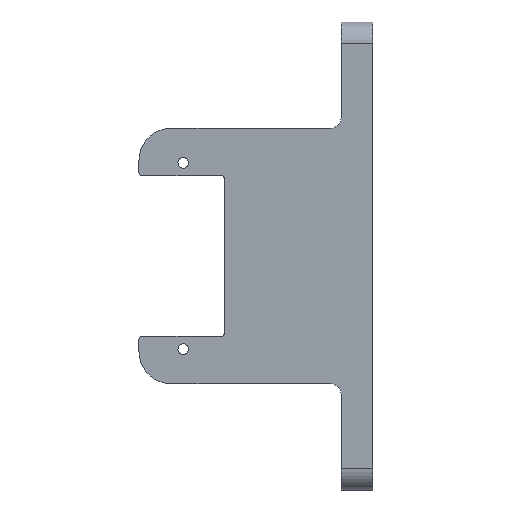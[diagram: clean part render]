
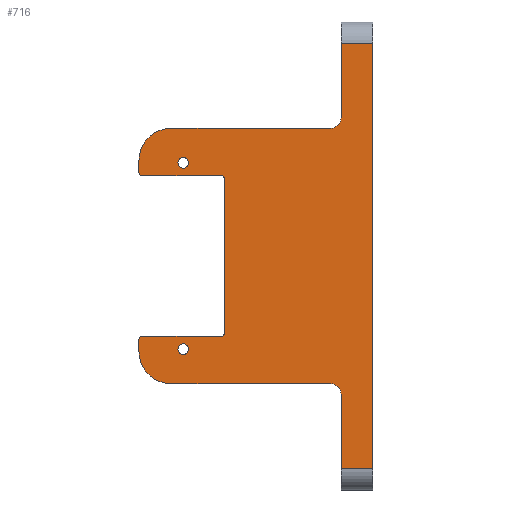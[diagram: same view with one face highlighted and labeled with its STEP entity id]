
A CAD part, left-side view. The second image highlights one B-rep face of the part: STEP entity #716.
In plain terms, the highlighted planar face has unit normal (-1, 0, 0).
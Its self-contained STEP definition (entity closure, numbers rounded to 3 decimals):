
#21=FACE_BOUND('',#119,.T.);
#22=FACE_BOUND('',#120,.T.);
#40=PLANE('',#811);
#76=FACE_OUTER_BOUND('',#118,.T.);
#118=EDGE_LOOP('',(#641,#642,#643,#644,#645,#646,#647,#648,#649,#650,#651,
#652,#653,#654,#655,#656,#657,#658,#659,#660));
#119=EDGE_LOOP('',(#661));
#120=EDGE_LOOP('',(#662));
#125=LINE('',#1039,#191);
#140=LINE('',#1089,#206);
#144=LINE('',#1101,#210);
#147=LINE('',#1109,#213);
#151=LINE('',#1123,#217);
#155=LINE('',#1137,#221);
#159=LINE('',#1151,#225);
#168=LINE('',#1175,#234);
#171=LINE('',#1184,#237);
#175=LINE('',#1200,#241);
#179=LINE('',#1210,#245);
#186=LINE('',#1229,#252);
#191=VECTOR('',#826,10.);
#206=VECTOR('',#867,10.);
#210=VECTOR('',#881,10.);
#213=VECTOR('',#890,10.);
#217=VECTOR('',#908,10.);
#221=VECTOR('',#922,10.);
#225=VECTOR('',#934,10.);
#234=VECTOR('',#963,10.);
#237=VECTOR('',#972,10.);
#241=VECTOR('',#986,10.);
#245=VECTOR('',#998,10.);
#252=VECTOR('',#1021,10.);
#253=CIRCLE('',#741,0.397);
#264=CIRCLE('',#755,0.397);
#265=CIRCLE('',#758,0.397);
#266=CIRCLE('',#760,0.397);
#267=CIRCLE('',#763,4.763);
#268=CIRCLE('',#766,4.763);
#269=CIRCLE('',#768,0.784);
#270=CIRCLE('',#770,0.784);
#271=CIRCLE('',#773,1.588);
#280=CIRCLE('',#792,1.588);
#289=VERTEX_POINT('',#1026);
#290=VERTEX_POINT('',#1027);
#294=VERTEX_POINT('',#1037);
#314=VERTEX_POINT('',#1081);
#315=VERTEX_POINT('',#1083);
#316=VERTEX_POINT('',#1087);
#317=VERTEX_POINT('',#1091);
#318=VERTEX_POINT('',#1095);
#319=VERTEX_POINT('',#1096);
#320=VERTEX_POINT('',#1103);
#321=VERTEX_POINT('',#1105);
#322=VERTEX_POINT('',#1111);
#323=VERTEX_POINT('',#1115);
#324=VERTEX_POINT('',#1119);
#325=VERTEX_POINT('',#1125);
#326=VERTEX_POINT('',#1127);
#329=VERTEX_POINT('',#1135);
#335=VERTEX_POINT('',#1149);
#341=VERTEX_POINT('',#1177);
#342=VERTEX_POINT('',#1178);
#343=VERTEX_POINT('',#1183);
#350=VERTEX_POINT('',#1199);
#357=EDGE_CURVE('',#289,#290,#253,.T.);
#363=EDGE_CURVE('',#289,#294,#125,.T.);
#385=EDGE_CURVE('',#314,#315,#264,.T.);
#388=EDGE_CURVE('',#316,#314,#140,.T.);
#389=EDGE_CURVE('',#317,#294,#265,.T.);
#391=EDGE_CURVE('',#318,#319,#266,.T.);
#394=EDGE_CURVE('',#317,#319,#144,.T.);
#396=EDGE_CURVE('',#320,#321,#267,.T.);
#398=EDGE_CURVE('',#290,#320,#147,.T.);
#399=EDGE_CURVE('',#322,#316,#268,.T.);
#401=EDGE_CURVE('',#323,#323,#269,.T.);
#403=EDGE_CURVE('',#324,#324,#270,.T.);
#405=EDGE_CURVE('',#318,#315,#151,.T.);
#407=EDGE_CURVE('',#325,#326,#271,.T.);
#412=EDGE_CURVE('',#325,#329,#155,.T.);
#419=EDGE_CURVE('',#335,#329,#159,.T.);
#431=EDGE_CURVE('',#326,#322,#168,.T.);
#432=EDGE_CURVE('',#341,#342,#280,.T.);
#435=EDGE_CURVE('',#342,#343,#171,.T.);
#443=EDGE_CURVE('',#343,#350,#175,.T.);
#449=EDGE_CURVE('',#335,#350,#179,.T.);
#458=EDGE_CURVE('',#341,#321,#186,.T.);
#641=ORIENTED_EDGE('',*,*,#357,.F.);
#642=ORIENTED_EDGE('',*,*,#363,.T.);
#643=ORIENTED_EDGE('',*,*,#389,.F.);
#644=ORIENTED_EDGE('',*,*,#394,.T.);
#645=ORIENTED_EDGE('',*,*,#391,.F.);
#646=ORIENTED_EDGE('',*,*,#405,.T.);
#647=ORIENTED_EDGE('',*,*,#385,.F.);
#648=ORIENTED_EDGE('',*,*,#388,.F.);
#649=ORIENTED_EDGE('',*,*,#399,.F.);
#650=ORIENTED_EDGE('',*,*,#431,.F.);
#651=ORIENTED_EDGE('',*,*,#407,.F.);
#652=ORIENTED_EDGE('',*,*,#412,.T.);
#653=ORIENTED_EDGE('',*,*,#419,.F.);
#654=ORIENTED_EDGE('',*,*,#449,.T.);
#655=ORIENTED_EDGE('',*,*,#443,.F.);
#656=ORIENTED_EDGE('',*,*,#435,.F.);
#657=ORIENTED_EDGE('',*,*,#432,.F.);
#658=ORIENTED_EDGE('',*,*,#458,.T.);
#659=ORIENTED_EDGE('',*,*,#396,.F.);
#660=ORIENTED_EDGE('',*,*,#398,.F.);
#661=ORIENTED_EDGE('',*,*,#401,.T.);
#662=ORIENTED_EDGE('',*,*,#403,.T.);
#716=ADVANCED_FACE('',(#76,#21,#22),#40,.T.);
#741=AXIS2_PLACEMENT_3D('',#1028,#816,#817);
#755=AXIS2_PLACEMENT_3D('',#1084,#861,#862);
#758=AXIS2_PLACEMENT_3D('',#1092,#870,#871);
#760=AXIS2_PLACEMENT_3D('',#1097,#875,#876);
#763=AXIS2_PLACEMENT_3D('',#1106,#885,#886);
#766=AXIS2_PLACEMENT_3D('',#1112,#893,#894);
#768=AXIS2_PLACEMENT_3D('',#1116,#898,#899);
#770=AXIS2_PLACEMENT_3D('',#1120,#903,#904);
#773=AXIS2_PLACEMENT_3D('',#1128,#912,#913);
#792=AXIS2_PLACEMENT_3D('',#1179,#966,#967);
#811=AXIS2_PLACEMENT_3D('',#1230,#1022,#1023);
#816=DIRECTION('center_axis',(1.,0.,0.));
#817=DIRECTION('ref_axis',(0.,0.707,-0.707));
#826=DIRECTION('',(0.,-1.,0.));
#861=DIRECTION('center_axis',(1.,0.,0.));
#862=DIRECTION('ref_axis',(0.,0.707,0.707));
#867=DIRECTION('',(0.,0.,1.));
#870=DIRECTION('center_axis',(-1.,0.,0.));
#871=DIRECTION('ref_axis',(0.,-0.707,0.707));
#875=DIRECTION('center_axis',(-1.,0.,0.));
#876=DIRECTION('ref_axis',(0.,-0.707,-0.707));
#881=DIRECTION('',(0.,0.,-1.));
#885=DIRECTION('center_axis',(1.,0.,0.));
#886=DIRECTION('ref_axis',(0.,0.707,0.707));
#890=DIRECTION('',(0.,0.,1.));
#893=DIRECTION('center_axis',(1.,0.,0.));
#894=DIRECTION('ref_axis',(0.,0.707,-0.707));
#898=DIRECTION('center_axis',(1.,0.,0.));
#899=DIRECTION('ref_axis',(0.,0.,1.));
#903=DIRECTION('center_axis',(1.,0.,0.));
#904=DIRECTION('ref_axis',(0.,0.,1.));
#908=DIRECTION('',(0.,1.,0.));
#912=DIRECTION('center_axis',(-1.,0.,0.));
#913=DIRECTION('ref_axis',(0.,-0.707,0.707));
#922=DIRECTION('',(0.,0.,-1.));
#934=DIRECTION('',(0.,1.,0.));
#963=DIRECTION('',(0.,1.,0.));
#966=DIRECTION('center_axis',(-1.,0.,0.));
#967=DIRECTION('ref_axis',(0.,-0.707,-0.707));
#972=DIRECTION('',(0.,0.,1.));
#986=DIRECTION('',(0.,-1.,0.));
#998=DIRECTION('',(0.,0.,1.));
#1021=DIRECTION('',(0.,1.,0.));
#1022=DIRECTION('center_axis',(-1.,0.,0.));
#1023=DIRECTION('ref_axis',(0.,0.,1.));
#1026=CARTESIAN_POINT('',(-4.763,34.528,12.));
#1027=CARTESIAN_POINT('',(-4.763,34.925,12.397));
#1028=CARTESIAN_POINT('Origin',(-4.763,34.528,12.397));
#1037=CARTESIAN_POINT('',(-4.763,22.622,12.));
#1039=CARTESIAN_POINT('',(-4.763,17.463,12.));
#1081=CARTESIAN_POINT('',(-4.763,34.925,-12.397));
#1083=CARTESIAN_POINT('',(-4.763,34.528,-12.));
#1084=CARTESIAN_POINT('Origin',(-4.763,34.528,-12.397));
#1087=CARTESIAN_POINT('',(-4.763,34.925,-14.288));
#1089=CARTESIAN_POINT('',(-4.763,34.925,-19.05));
#1091=CARTESIAN_POINT('',(-4.763,22.225,11.603));
#1092=CARTESIAN_POINT('Origin',(-4.763,22.622,11.603));
#1095=CARTESIAN_POINT('',(-4.763,22.622,-12.));
#1096=CARTESIAN_POINT('',(-4.763,22.225,-11.603));
#1097=CARTESIAN_POINT('Origin',(-4.763,22.622,-11.603));
#1101=CARTESIAN_POINT('',(-4.763,22.225,-3.525));
#1103=CARTESIAN_POINT('',(-4.763,34.925,14.288));
#1105=CARTESIAN_POINT('',(-4.762,30.163,19.05));
#1106=CARTESIAN_POINT('Origin',(-4.763,30.163,14.288));
#1109=CARTESIAN_POINT('',(-4.763,34.925,-19.05));
#1111=CARTESIAN_POINT('',(-4.763,30.163,-19.05));
#1112=CARTESIAN_POINT('Origin',(-4.763,30.163,-14.288));
#1115=CARTESIAN_POINT('',(-4.763,28.325,13.117));
#1116=CARTESIAN_POINT('Origin',(-4.762,28.325,13.9));
#1119=CARTESIAN_POINT('',(-4.763,28.325,-14.684));
#1120=CARTESIAN_POINT('Origin',(-4.763,28.325,-13.9));
#1123=CARTESIAN_POINT('',(-4.763,11.113,-12.));
#1125=CARTESIAN_POINT('',(-4.763,4.763,-20.638));
#1127=CARTESIAN_POINT('',(-4.763,6.35,-19.05));
#1128=CARTESIAN_POINT('Origin',(-4.763,6.35,-20.638));
#1135=CARTESIAN_POINT('',(-4.763,4.763,-31.75));
#1137=CARTESIAN_POINT('',(-4.763,4.763,-34.925));
#1149=CARTESIAN_POINT('',(-4.763,0.,-31.75));
#1151=CARTESIAN_POINT('',(-4.763,0.,-31.75));
#1175=CARTESIAN_POINT('',(-4.763,0.,-19.05));
#1177=CARTESIAN_POINT('',(-4.762,6.35,19.05));
#1178=CARTESIAN_POINT('',(-4.763,4.763,20.638));
#1179=CARTESIAN_POINT('Origin',(-4.763,6.35,20.638));
#1183=CARTESIAN_POINT('',(-4.763,4.763,31.75));
#1184=CARTESIAN_POINT('',(-4.763,4.763,34.925));
#1199=CARTESIAN_POINT('',(-4.762,0.,31.75));
#1200=CARTESIAN_POINT('',(-4.762,0.,31.75));
#1210=CARTESIAN_POINT('',(-4.763,0.,-34.925));
#1229=CARTESIAN_POINT('',(-4.762,0.,19.05));
#1230=CARTESIAN_POINT('Origin',(-4.763,0.,-19.05));
